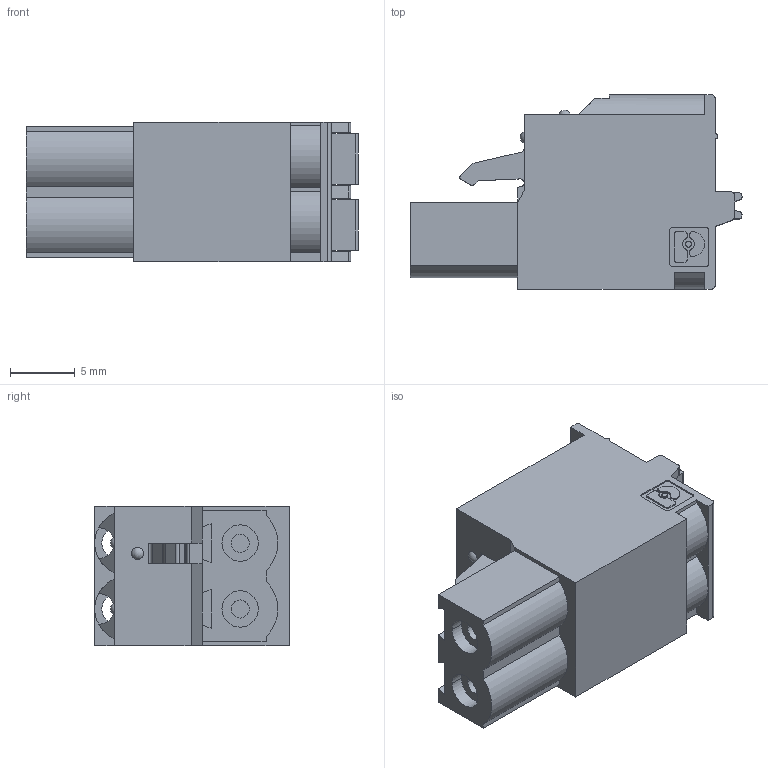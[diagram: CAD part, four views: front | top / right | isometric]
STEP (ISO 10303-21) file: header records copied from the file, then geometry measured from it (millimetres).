
FILE_DESCRIPTION(('Creo Elements/Direct Modeling STEP Export'),'2;1');
FILE_NAME('model.stp','2017-08-22T14:20:45',(''),(''),'Creo Elements/Direct Modeling STEP processor for AP214 (Solid Model)','Creo Elements/Direct Modeling 18.1I 14-Aug-2016 (C) Parametric Technology GmbH','');
FILE_SCHEMA(('AUTOMOTIVE_DESIGN { 1 0 10303 214 1 1 1 1 }'));
Length unit declared in the file: millimetre
Products named in the file (3): federoeffner.1; PG157506
Assembly tree (3 placements, depth 2):
  PG157506
    federoeffner.1  x2
    PG157506
Bounding box: 25.6 x 15 x 10.78 mm (x, y, z)
Volume: 2545.9 mm3; surface area: 1779.6 mm2
Topology: 3 solids, 3 shells, 219 faces, 573 edges, 371 vertices
Faces by surface type: plane 135, cylinder 71, cone 6, torus 4, sphere 3
Entity records: 6254 total; most frequent: ORIENTED_EDGE 1074, DIRECTION 1069, CARTESIAN_POINT 1059, EDGE_CURVE 537, AXIS2_PLACEMENT_3D 357, VECTOR 355, LINE 355, VERTEX_POINT 347
